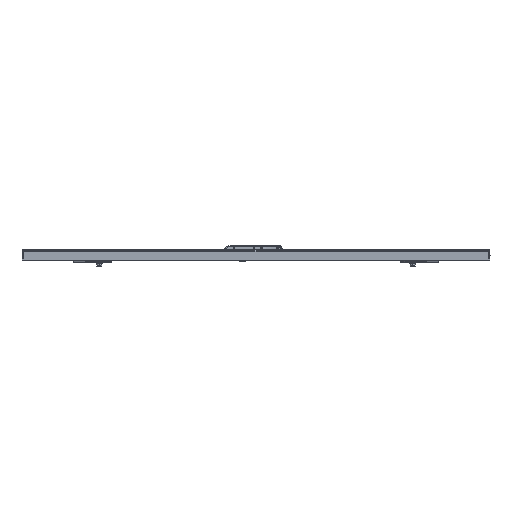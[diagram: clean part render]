
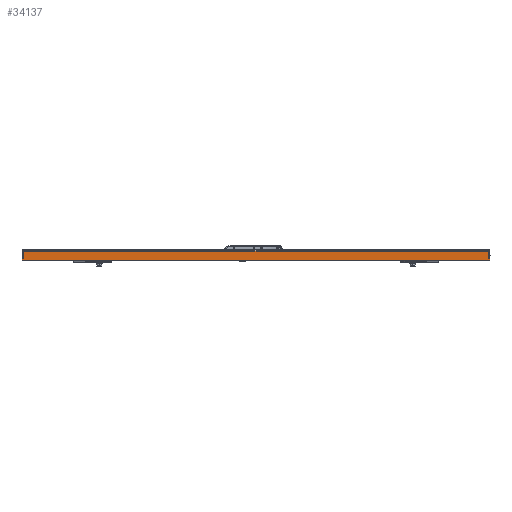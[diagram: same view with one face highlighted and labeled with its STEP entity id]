
A CAD part, left-side view. The second image highlights one B-rep face of the part: STEP entity #34137.
In plain terms, the highlighted planar face has unit normal (-1, 0, 0).
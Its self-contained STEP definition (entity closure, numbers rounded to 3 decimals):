
#1253 = VERTEX_POINT ( 'NONE', #1514 ) ;
#1277 = VERTEX_POINT ( 'NONE', #1506 ) ;
#1281 = VERTEX_POINT ( 'NONE', #1503 ) ;
#1295 = VERTEX_POINT ( 'NONE', #1494 ) ;
#1297 = VERTEX_POINT ( 'NONE', #1493 ) ;
#1362 = VERTEX_POINT ( 'NONE', #1460 ) ;
#1460 = CARTESIAN_POINT ( 'NONE',  ( -497., 444.5, -3. ) ) ;
#1493 = CARTESIAN_POINT ( 'NONE',  ( -497., -444.5, -3. ) ) ;
#1494 = CARTESIAN_POINT ( 'NONE',  ( -497., 447.5, -3. ) ) ;
#1503 = CARTESIAN_POINT ( 'NONE',  ( -497., -447.5, -3. ) ) ;
#1506 = CARTESIAN_POINT ( 'NONE',  ( -497., -447.5, -20. ) ) ;
#1514 = CARTESIAN_POINT ( 'NONE',  ( -497., 447.5, -20. ) ) ;
#10931 = ORIENTED_EDGE ( 'NONE', *, *, #34844, .F. ) ;
#10934 = ORIENTED_EDGE ( 'NONE', *, *, #34840, .T. ) ;
#10937 = ORIENTED_EDGE ( 'NONE', *, *, #34833, .T. ) ;
#10940 = ORIENTED_EDGE ( 'NONE', *, *, #34836, .T. ) ;
#10943 = ORIENTED_EDGE ( 'NONE', *, *, #34843, .F. ) ;
#10946 = ORIENTED_EDGE ( 'NONE', *, *, #34830, .F. ) ;
#25959 = DIRECTION ( 'NONE',  ( 0., 0., 1. ) ) ;
#25963 = CARTESIAN_POINT ( 'NONE',  ( -497., -447.5, -3. ) ) ;
#25966 = DIRECTION ( 'NONE',  ( 0., 0., -1. ) ) ;
#25971 = DIRECTION ( 'NONE',  ( 0., -1., 0. ) ) ;
#25972 = CARTESIAN_POINT ( 'NONE',  ( -497., -447.5, -3. ) ) ;
#25973 = DIRECTION ( 'NONE',  ( 0., -1., 0. ) ) ;
#26642 = CARTESIAN_POINT ( 'NONE',  ( -497., -447.5, -3. ) ) ;
#26643 = CARTESIAN_POINT ( 'NONE',  ( -497., 0., -20. ) ) ;
#26644 = DIRECTION ( 'NONE',  ( 0., -1., 0. ) ) ;
#26649 = DIRECTION ( 'NONE',  ( 0., -1., 0. ) ) ;
#26650 = CARTESIAN_POINT ( 'NONE',  ( -497., 447.5, 0. ) ) ;
#27425 = LINE ( 'NONE', #26642, #27428 ) ;
#27428 = VECTOR ( 'NONE', #26644, 1000. ) ;
#27429 = LINE ( 'NONE', #26643, #27434 ) ;
#27434 = VECTOR ( 'NONE', #26649, 1000. ) ;
#27437 = LINE ( 'NONE', #29640, #27440 ) ;
#27440 = VECTOR ( 'NONE', #25959, 1000. ) ;
#27443 = LINE ( 'NONE', #26650, #27448 ) ;
#27445 = LINE ( 'NONE', #25963, #27454 ) ;
#27448 = VECTOR ( 'NONE', #25966, 1000. ) ;
#27453 = LINE ( 'NONE', #25972, #27456 ) ;
#27454 = VECTOR ( 'NONE', #25971, 1000. ) ;
#27456 = VECTOR ( 'NONE', #25973, 1000. ) ;
#27819 = CARTESIAN_POINT ( 'NONE',  ( -497., 0., 0. ) ) ;
#27841 = PLANE ( 'NONE',  #28787 ) ;
#27846 = DIRECTION ( 'NONE',  ( 1., 0., 0. ) ) ;
#27849 = DIRECTION ( 'NONE',  ( 0., 0., -1. ) ) ;
#28787 = AXIS2_PLACEMENT_3D ( 'NONE', #27819, #27846, #27849 ) ;
#29117 = FACE_OUTER_BOUND ( 'NONE', #33481, .T. ) ;
#29640 = CARTESIAN_POINT ( 'NONE',  ( -497., -447.5, 0. ) ) ;
#33481 = EDGE_LOOP ( 'NONE', ( #10931, #10934, #10937, #10940, #10943, #10946 ) ) ;
#34137 = ADVANCED_FACE ( 'NONE', ( #29117 ), #27841, .F. ) ;
#34830 = EDGE_CURVE ( 'NONE', #1362, #1297, #27425, .T. ) ;
#34833 = EDGE_CURVE ( 'NONE', #1253, #1277, #27429, .T. ) ;
#34836 = EDGE_CURVE ( 'NONE', #1277, #1281, #27437, .T. ) ;
#34840 = EDGE_CURVE ( 'NONE', #1295, #1253, #27443, .T. ) ;
#34843 = EDGE_CURVE ( 'NONE', #1297, #1281, #27445, .T. ) ;
#34844 = EDGE_CURVE ( 'NONE', #1295, #1362, #27453, .T. ) ;
